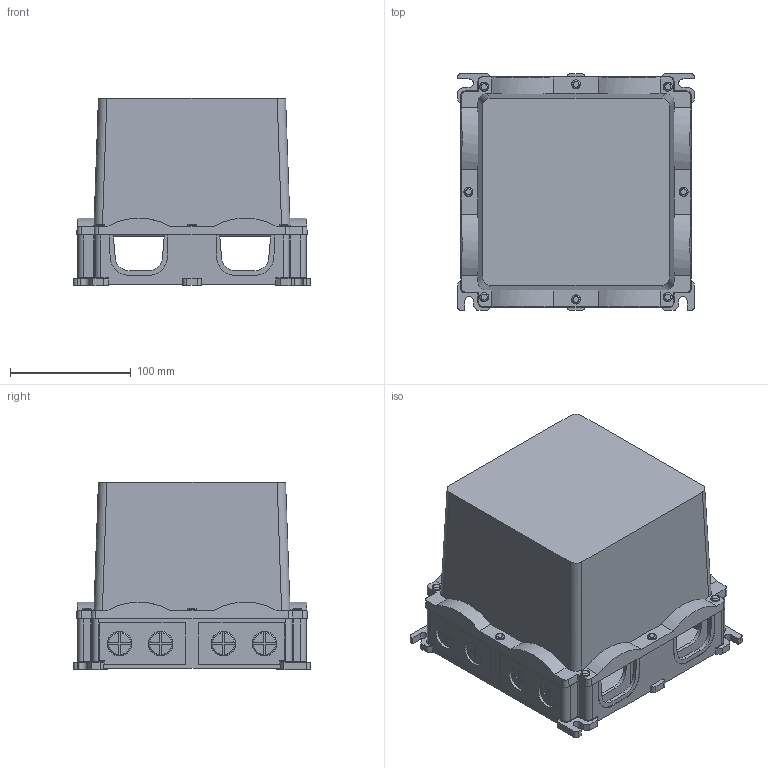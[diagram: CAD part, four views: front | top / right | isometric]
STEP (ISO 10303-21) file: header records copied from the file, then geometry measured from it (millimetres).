
FILE_DESCRIPTION(('CATIA V5 STEP Exchange','CAx-IF Rec.Pracs.--- Model Styling and Organization---1.5--- 2016-08-15','CAx-IF Rec.Pracs.---Supplemental Geometry---1.0---2011-11-01','CAx-IF Rec.Pracs.--- Composite Materials ---1.1---2010-07-15'),'2;1');
FILE_NAME ('D1425781_2', '2025-08-20T13:50:12+00:00', ('none'), ('Weidmueller'), 'CATIA Version 5-6 Release 2024 SP4', 'CATIA V5 STEP AP214 v3', 'none');
FILE_SCHEMA(('AUTOMOTIVE_DESIGN { 1 0 10303 214 1 1 1 1 }'));
Products named in the file (1): S3D_FP-ENC-XXXX-155-2M
Bounding box: 196 x 196 x 155 mm (x, y, z)
Volume: 595028.4 mm3; surface area: 389320.3 mm2
Topology: 3 solids, 3 shells, 2006 faces, 5126 edges, 3240 vertices
Faces by surface type: plane 960, cylinder 568, cone 230, torus 178, bspline 70
Entity records: 60745 total; most frequent: CARTESIAN_POINT 15831, ORIENTED_EDGE 10252, DIRECTION 6425, EDGE_CURVE 5126, VERTEX_POINT 3240, VECTOR 2879, LINE 2879, AXIS2_PLACEMENT_3D 2479
